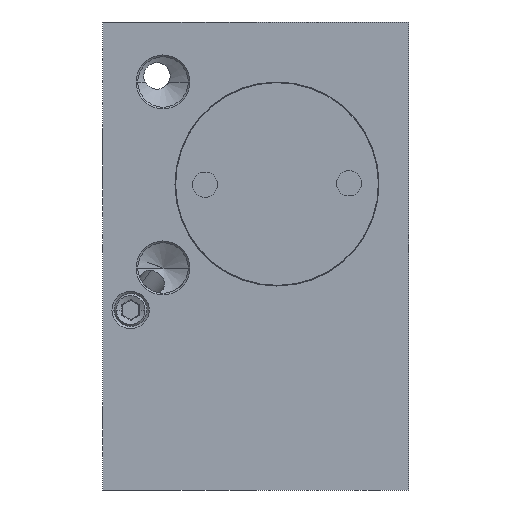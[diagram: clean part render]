
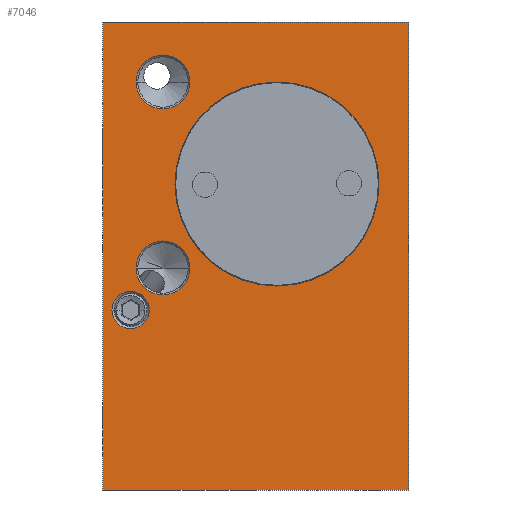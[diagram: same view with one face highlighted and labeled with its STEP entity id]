
A CAD part, left-side view. The second image highlights one B-rep face of the part: STEP entity #7046.
In plain terms, the highlighted planar face has unit normal (-1, 0, 0).
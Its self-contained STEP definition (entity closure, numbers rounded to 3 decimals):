
#17=DIRECTION('',(0.,-1.,0.));
#18=VECTOR('',#17,25.5);
#19=CARTESIAN_POINT('',(-35.,12.75,0.));
#20=LINE('',#19,#18);
#209=DIRECTION('',(0.,0.,1.));
#210=VECTOR('',#209,39.);
#211=CARTESIAN_POINT('',(-35.,-12.75,0.));
#212=LINE('',#211,#210);
#213=DIRECTION('',(0.,0.,1.));
#214=VECTOR('',#213,39.);
#215=CARTESIAN_POINT('',(-35.,12.75,0.));
#216=LINE('',#215,#214);
#217=CARTESIAN_POINT('',(-35.,-1.75,25.5));
#218=DIRECTION('',(1.,0.,0.));
#219=DIRECTION('',(0.,1.,0.));
#220=AXIS2_PLACEMENT_3D('',#217,#218,#219);
#222=CARTESIAN_POINT('',(-35.,-1.75,25.5));
#223=DIRECTION('',(1.,0.,0.));
#224=DIRECTION('',(0.,-1.,0.));
#225=AXIS2_PLACEMENT_3D('',#222,#223,#224);
#227=CARTESIAN_POINT('',(-35.,7.75,34.));
#228=DIRECTION('',(1.,0.,0.));
#229=DIRECTION('',(0.,-1.,0.));
#230=AXIS2_PLACEMENT_3D('',#227,#228,#229);
#232=CARTESIAN_POINT('',(-35.,7.75,34.));
#233=DIRECTION('',(1.,0.,0.));
#234=DIRECTION('',(0.,1.,0.));
#235=AXIS2_PLACEMENT_3D('',#232,#233,#234);
#237=CARTESIAN_POINT('',(-35.,7.75,18.5));
#238=DIRECTION('',(1.,0.,0.));
#239=DIRECTION('',(0.,-1.,0.));
#240=AXIS2_PLACEMENT_3D('',#237,#238,#239);
#242=CARTESIAN_POINT('',(-35.,7.75,18.5));
#243=DIRECTION('',(1.,0.,0.));
#244=DIRECTION('',(0.,1.,0.));
#245=AXIS2_PLACEMENT_3D('',#242,#243,#244);
#247=CARTESIAN_POINT('',(-35.,10.45,15.));
#248=DIRECTION('',(-1.,0.,0.));
#249=DIRECTION('',(0.,1.,0.));
#250=AXIS2_PLACEMENT_3D('',#247,#248,#249);
#252=CARTESIAN_POINT('',(-35.,10.45,15.));
#253=DIRECTION('',(-1.,0.,0.));
#254=DIRECTION('',(0.,-1.,0.));
#255=AXIS2_PLACEMENT_3D('',#252,#253,#254);
#365=DIRECTION('',(0.,-1.,0.));
#366=VECTOR('',#365,25.5);
#367=CARTESIAN_POINT('',(-35.,12.75,39.));
#368=LINE('',#367,#366);
#5723=CARTESIAN_POINT('',(-35.,12.75,0.));
#5724=VERTEX_POINT('',#5723);
#5725=CARTESIAN_POINT('',(-35.,-12.75,0.));
#5726=VERTEX_POINT('',#5725);
#5731=CARTESIAN_POINT('',(-35.,12.75,39.));
#5732=VERTEX_POINT('',#5731);
#5733=CARTESIAN_POINT('',(-35.,-12.75,39.));
#5734=VERTEX_POINT('',#5733);
#5867=CARTESIAN_POINT('',(-35.,5.5,34.));
#5868=VERTEX_POINT('',#5867);
#5869=CARTESIAN_POINT('',(-35.,10.,34.));
#5870=VERTEX_POINT('',#5869);
#5895=CARTESIAN_POINT('',(-35.,5.5,18.5));
#5896=VERTEX_POINT('',#5895);
#5897=CARTESIAN_POINT('',(-35.,10.,18.5));
#5898=VERTEX_POINT('',#5897);
#5911=CARTESIAN_POINT('',(-35.,6.75,25.5));
#5912=CARTESIAN_POINT('',(-35.,-10.25,25.5));
#5913=VERTEX_POINT('',#5911);
#5914=VERTEX_POINT('',#5912);
#6138=CARTESIAN_POINT('',(-35.,12.,15.));
#6139=CARTESIAN_POINT('',(-35.,8.9,15.));
#6140=VERTEX_POINT('',#6138);
#6141=VERTEX_POINT('',#6139);
#7009=CARTESIAN_POINT('',(-35.,12.75,0.));
#7010=DIRECTION('',(-1.,0.,0.));
#7011=DIRECTION('',(0.,-1.,0.));
#7012=AXIS2_PLACEMENT_3D('',#7009,#7010,#7011);
#7013=PLANE('',#7012);
#7014=ORIENTED_EDGE('',*,*,#6759,.F.);
#7016=ORIENTED_EDGE('',*,*,#7015,.T.);
#7018=ORIENTED_EDGE('',*,*,#7017,.T.);
#7019=ORIENTED_EDGE('',*,*,#7002,.F.);
#7020=EDGE_LOOP('',(#7014,#7016,#7018,#7019));
#7021=FACE_OUTER_BOUND('',#7020,.F.);
#7023=ORIENTED_EDGE('',*,*,#7022,.F.);
#7025=ORIENTED_EDGE('',*,*,#7024,.F.);
#7026=EDGE_LOOP('',(#7023,#7025));
#7027=FACE_BOUND('',#7026,.F.);
#7029=ORIENTED_EDGE('',*,*,#7028,.F.);
#7031=ORIENTED_EDGE('',*,*,#7030,.F.);
#7032=EDGE_LOOP('',(#7029,#7031));
#7033=FACE_BOUND('',#7032,.F.);
#7035=ORIENTED_EDGE('',*,*,#7034,.F.);
#7037=ORIENTED_EDGE('',*,*,#7036,.F.);
#7038=EDGE_LOOP('',(#7035,#7037));
#7039=FACE_BOUND('',#7038,.F.);
#7041=ORIENTED_EDGE('',*,*,#7040,.T.);
#7043=ORIENTED_EDGE('',*,*,#7042,.T.);
#7044=EDGE_LOOP('',(#7041,#7043));
#7045=FACE_BOUND('',#7044,.F.);
#7046=ADVANCED_FACE('',(#7021,#7027,#7033,#7039,#7045),#7013,.T.);
#221=CIRCLE('',#220,8.5);
#226=CIRCLE('',#225,8.5);
#231=CIRCLE('',#230,2.25);
#236=CIRCLE('',#235,2.25);
#241=CIRCLE('',#240,2.25);
#246=CIRCLE('',#245,2.25);
#251=CIRCLE('',#250,1.55);
#256=CIRCLE('',#255,1.55);
#6759=EDGE_CURVE('',#5724,#5726,#20,.T.);
#7002=EDGE_CURVE('',#5726,#5734,#212,.T.);
#7015=EDGE_CURVE('',#5724,#5732,#216,.T.);
#7017=EDGE_CURVE('',#5732,#5734,#368,.T.);
#7022=EDGE_CURVE('',#5913,#5914,#221,.T.);
#7024=EDGE_CURVE('',#5914,#5913,#226,.T.);
#7028=EDGE_CURVE('',#5868,#5870,#231,.T.);
#7030=EDGE_CURVE('',#5870,#5868,#236,.T.);
#7034=EDGE_CURVE('',#5896,#5898,#241,.T.);
#7036=EDGE_CURVE('',#5898,#5896,#246,.T.);
#7040=EDGE_CURVE('',#6140,#6141,#251,.T.);
#7042=EDGE_CURVE('',#6141,#6140,#256,.T.);
